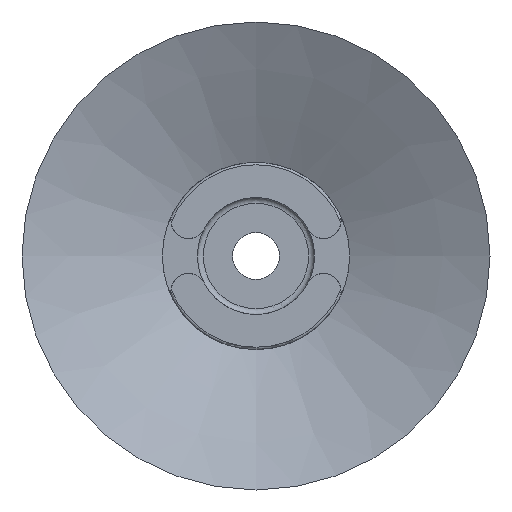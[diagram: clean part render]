
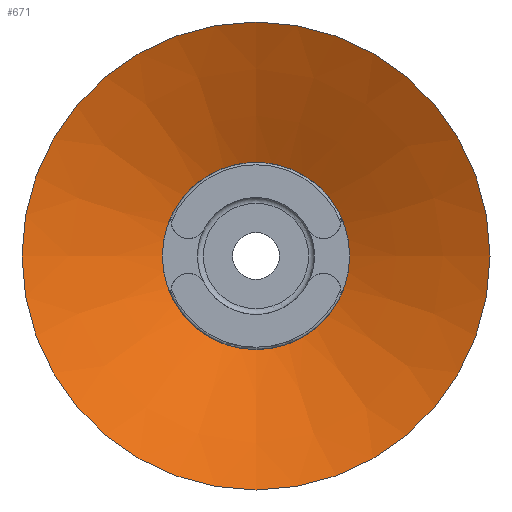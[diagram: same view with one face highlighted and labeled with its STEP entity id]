
A CAD part, front view. The second image highlights one B-rep face of the part: STEP entity #671.
In plain terms, the highlighted conical face has half-angle 65 degrees and reference radius 20 mm.
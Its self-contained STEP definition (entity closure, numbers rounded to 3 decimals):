
#36=CONICAL_SURFACE('',#772,20.,1.134);
#249=ORIENTED_EDGE('',*,*,#300,.F.);
#250=ORIENTED_EDGE('',*,*,#371,.T.);
#300=EDGE_CURVE('',#390,#390,#446,.T.);
#371=EDGE_CURVE('',#439,#439,#481,.T.);
#390=VERTEX_POINT('',#1018);
#439=VERTEX_POINT('',#1252);
#446=CIRCLE('',#700,8.);
#481=CIRCLE('',#771,20.);
#541=EDGE_LOOP('',(#249));
#542=EDGE_LOOP('',(#250));
#607=FACE_BOUND('',#541,.T.);
#608=FACE_BOUND('',#542,.T.);
#671=ADVANCED_FACE('',(#607,#608),#36,.F.);
#700=AXIS2_PLACEMENT_3D('',#1017,#807,#808);
#771=AXIS2_PLACEMENT_3D('',#1251,#959,#960);
#772=AXIS2_PLACEMENT_3D('',#1253,#961,#962);
#807=DIRECTION('',(0.,-1.,0.));
#808=DIRECTION('',(0.,0.,-1.));
#959=DIRECTION('',(0.,-1.,0.));
#960=DIRECTION('',(0.,0.,-1.));
#961=DIRECTION('',(0.,-1.,0.));
#962=DIRECTION('',(0.,0.,-1.));
#1017=CARTESIAN_POINT('',(0.,5.596,0.));
#1018=CARTESIAN_POINT('',(0.,5.596,-8.));
#1251=CARTESIAN_POINT('',(0.,0.,0.));
#1252=CARTESIAN_POINT('',(0.,0.,-20.));
#1253=CARTESIAN_POINT('',(0.,0.,0.));
